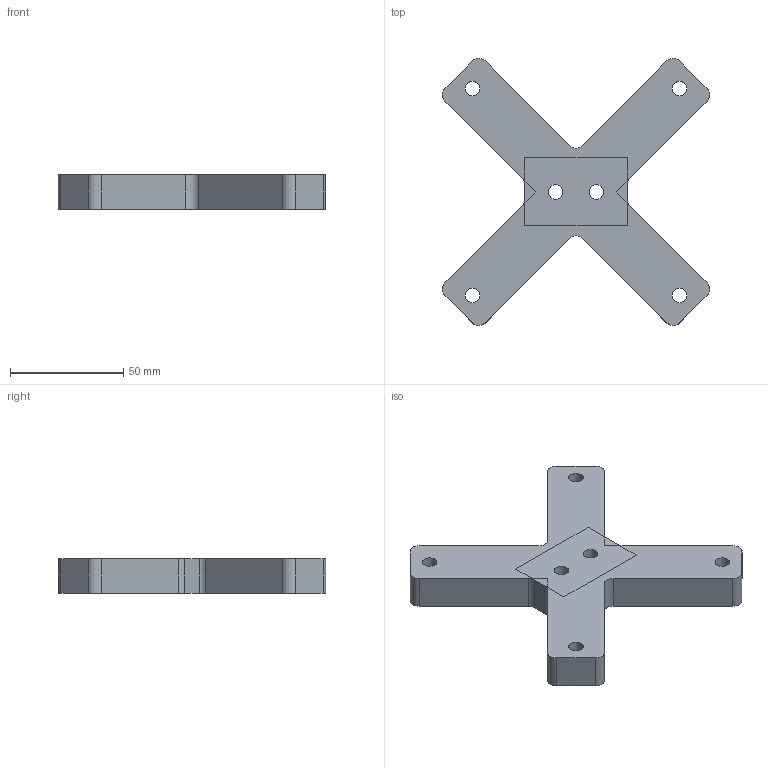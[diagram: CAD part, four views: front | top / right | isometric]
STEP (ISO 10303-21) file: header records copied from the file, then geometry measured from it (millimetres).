
FILE_DESCRIPTION(('FreeCAD Model'),'2;1');
FILE_NAME('Kriz.step', '2021-03-01T10:43:01',('Author'),(''), 'Open CASCADE STEP processor 7.3','FreeCAD','Unknown');
FILE_SCHEMA(('AUTOMOTIVE_DESIGN { 1 0 10303 214 1 1 1 1 }'));
Length unit declared in the file: millimetre
Products named in the file (1): Spodni_kriz
Bounding box: 117.85 x 117.85 x 15 mm (x, y, z)
Volume: 97939 mm3; surface area: 23264.4 mm2
Topology: 1 solids, 1 shells, 44 faces, 130 edges, 88 vertices
Faces by surface type: plane 24, cylinder 20
Full cylindrical faces by diameter (mm): 6.4 x6
Entity records: 3275 total; most frequent: CARTESIAN_POINT 631, DIRECTION 502, LINE 310, VECTOR 310, ORIENTED_EDGE 260, PCURVE 260, DEFINITIONAL_REPRESENTATION 260, EDGE_CURVE 130
